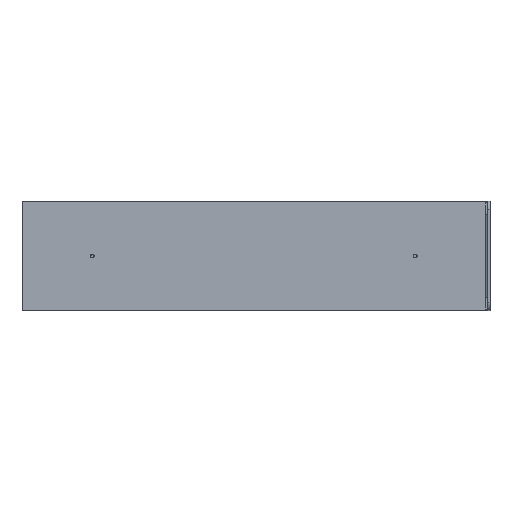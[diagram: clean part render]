
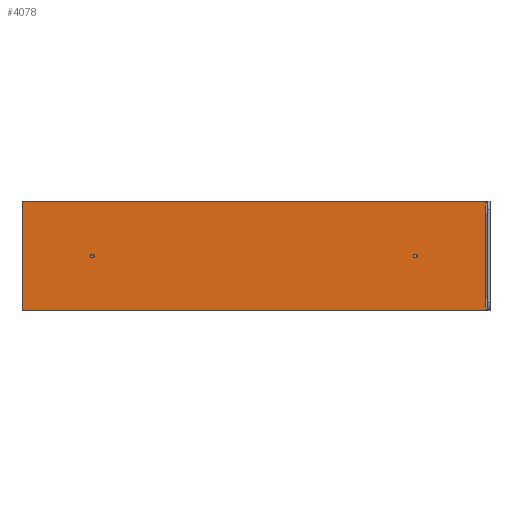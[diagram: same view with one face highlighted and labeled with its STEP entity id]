
A CAD part, top view. The second image highlights one B-rep face of the part: STEP entity #4078.
In plain terms, the highlighted planar face has unit normal (0, 0, 1).
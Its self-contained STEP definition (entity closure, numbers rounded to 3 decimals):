
#402=FACE_BOUND('',#992,.T.);
#403=FACE_BOUND('',#993,.T.);
#493=PLANE('',#4865);
#723=FACE_OUTER_BOUND('',#991,.T.);
#991=EDGE_LOOP('',(#3810,#3811,#3812,#3813));
#992=EDGE_LOOP('',(#3814,#3815));
#993=EDGE_LOOP('',(#3816,#3817));
#1223=LINE('',#7831,#1460);
#1226=LINE('',#7836,#1463);
#1228=LINE('',#7840,#1465);
#1230=LINE('',#7843,#1467);
#1460=VECTOR('',#6160,10.);
#1463=VECTOR('',#6165,10.);
#1465=VECTOR('',#6169,10.);
#1467=VECTOR('',#6173,10.);
#1760=CIRCLE('',#4853,2.5);
#1761=CIRCLE('',#4854,2.5);
#1763=CIRCLE('',#4857,2.5);
#1764=CIRCLE('',#4858,2.5);
#2139=VERTEX_POINT('',#7804);
#2140=VERTEX_POINT('',#7805);
#2142=VERTEX_POINT('',#7812);
#2143=VERTEX_POINT('',#7813);
#2149=VERTEX_POINT('',#7829);
#2150=VERTEX_POINT('',#7830);
#2151=VERTEX_POINT('',#7835);
#2152=VERTEX_POINT('',#7839);
#2688=EDGE_CURVE('',#2139,#2140,#1760,.T.);
#2689=EDGE_CURVE('',#2140,#2139,#1761,.T.);
#2692=EDGE_CURVE('',#2142,#2143,#1763,.T.);
#2693=EDGE_CURVE('',#2143,#2142,#1764,.T.);
#2700=EDGE_CURVE('',#2149,#2150,#1223,.T.);
#2703=EDGE_CURVE('',#2150,#2151,#1226,.T.);
#2705=EDGE_CURVE('',#2151,#2152,#1228,.T.);
#2707=EDGE_CURVE('',#2152,#2149,#1230,.T.);
#3810=ORIENTED_EDGE('',*,*,#2700,.F.);
#3811=ORIENTED_EDGE('',*,*,#2707,.F.);
#3812=ORIENTED_EDGE('',*,*,#2705,.F.);
#3813=ORIENTED_EDGE('',*,*,#2703,.F.);
#3814=ORIENTED_EDGE('',*,*,#2688,.T.);
#3815=ORIENTED_EDGE('',*,*,#2689,.T.);
#3816=ORIENTED_EDGE('',*,*,#2692,.T.);
#3817=ORIENTED_EDGE('',*,*,#2693,.T.);
#4078=ADVANCED_FACE('',(#723,#402,#403),#493,.T.);
#4853=AXIS2_PLACEMENT_3D('',#7806,#6136,#6137);
#4854=AXIS2_PLACEMENT_3D('',#7807,#6138,#6139);
#4857=AXIS2_PLACEMENT_3D('',#7814,#6145,#6146);
#4858=AXIS2_PLACEMENT_3D('',#7815,#6147,#6148);
#4865=AXIS2_PLACEMENT_3D('',#7844,#6174,#6175);
#6136=DIRECTION('center_axis',(0.,0.,-1.));
#6137=DIRECTION('ref_axis',(1.,0.,0.));
#6138=DIRECTION('center_axis',(0.,0.,-1.));
#6139=DIRECTION('ref_axis',(1.,0.,0.));
#6145=DIRECTION('center_axis',(0.,0.,-1.));
#6146=DIRECTION('ref_axis',(1.,0.,0.));
#6147=DIRECTION('center_axis',(0.,0.,-1.));
#6148=DIRECTION('ref_axis',(1.,0.,0.));
#6160=DIRECTION('',(0.,-1.,0.));
#6165=DIRECTION('',(-1.,0.,0.));
#6169=DIRECTION('',(0.,1.,0.));
#6173=DIRECTION('',(1.,0.,0.));
#6174=DIRECTION('center_axis',(0.,0.,1.));
#6175=DIRECTION('ref_axis',(1.,0.,0.));
#7804=CARTESIAN_POINT('',(209.5,0.,9.5));
#7805=CARTESIAN_POINT('',(204.5,0.,9.5));
#7806=CARTESIAN_POINT('Origin',(207.,0.,9.5));
#7807=CARTESIAN_POINT('Origin',(207.,0.,9.5));
#7812=CARTESIAN_POINT('',(-204.5,0.,9.5));
#7813=CARTESIAN_POINT('',(-209.5,0.,9.5));
#7814=CARTESIAN_POINT('Origin',(-207.,0.,9.5));
#7815=CARTESIAN_POINT('Origin',(-207.,0.,9.5));
#7829=CARTESIAN_POINT('',(297.,70.,9.5));
#7830=CARTESIAN_POINT('',(297.,-70.,9.5));
#7831=CARTESIAN_POINT('',(297.,70.,9.5));
#7835=CARTESIAN_POINT('',(-297.,-70.,9.5));
#7836=CARTESIAN_POINT('',(297.,-70.,9.5));
#7839=CARTESIAN_POINT('',(-297.,70.,9.5));
#7840=CARTESIAN_POINT('',(-297.,-70.,9.5));
#7843=CARTESIAN_POINT('',(-297.,70.,9.5));
#7844=CARTESIAN_POINT('Origin',(0.,0.,
9.5));
